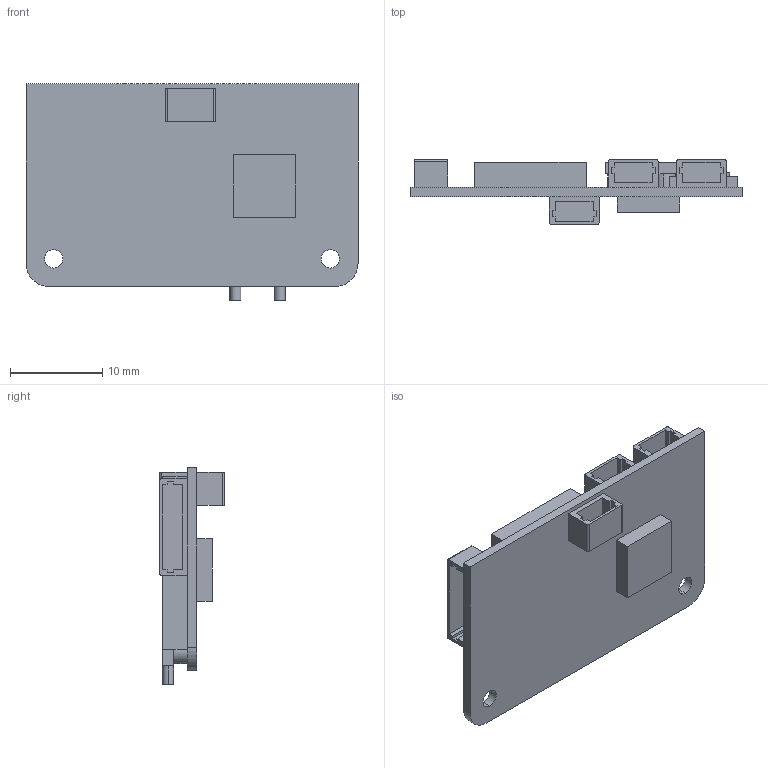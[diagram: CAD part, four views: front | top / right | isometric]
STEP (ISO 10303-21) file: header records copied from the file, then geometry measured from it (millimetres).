
FILE_DESCRIPTION (( 'STEP AP214' ), '1' );
FILE_NAME ('flyskyFS-X6B_SMPL.STEP', '2020-02-07T19:28:31', ( '' ), ( '' ), 'SwSTEP 2.0', 'SolidWorks 2018', '' );
FILE_SCHEMA (( 'AUTOMOTIVE_DESIGN' ));
Length unit declared in the file: millimetre
Products named in the file (1): flyskyFS-X6B_SMPL
Bounding box: 36 x 7 x 23.5 mm (x, y, z)
Volume: 1655.6 mm3; surface area: 2497.6 mm2
Topology: 1 solids, 1 shells, 142 faces, 362 edges, 240 vertices
Faces by surface type: plane 116, cylinder 26
Entity records: 5843 total; most frequent: CARTESIAN_POINT 745, ORIENTED_EDGE 724, DIRECTION 704, EDGE_CURVE 362, VECTOR 306, LINE 306, VERTEX_POINT 240, AXIS2_PLACEMENT_3D 199
